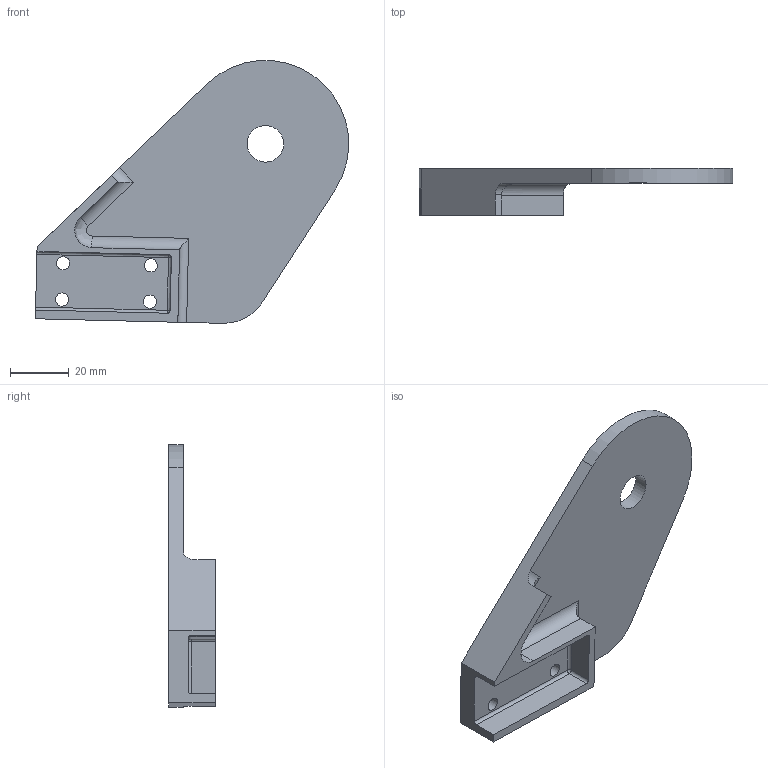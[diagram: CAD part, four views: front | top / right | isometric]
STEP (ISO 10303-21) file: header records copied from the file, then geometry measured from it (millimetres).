
FILE_DESCRIPTION(/* description */ (''),/* implementation_level */ '2;1');
FILE_NAME(/* name */ '2023.001.0111 - Сустав.stp',/* time_stamp */ '2023-11-01T20:46:06+03:00',/* author */ (''),/* organization */ (''),/* preprocessor_version */ 'ST-DEVELOPER v16.7',/* originating_system */ 'SIEMENS PLM Software NX 12.0',/* authorisation */ '');
FILE_SCHEMA (('AUTOMOTIVE_DESIGN { 1 0 10303 214 3 1 1 1 }'));
Length unit declared in the file: millimetre
Products named in the file (1): 2023.001.0111 - Сустав
Bounding box: 107.05 x 16.01 x 89.74 mm (x, y, z)
Volume: 37053.1 mm3; surface area: 17213.6 mm2
Topology: 1 solids, 1 shells, 38 faces, 105 edges, 67 vertices
Faces by surface type: plane 18, cylinder 17, sphere 2, bspline 1
Full cylindrical faces by diameter (mm): 4.5 x4, 12.5 x1
Entity records: 1199 total; most frequent: CARTESIAN_POINT 216, DIRECTION 204, ORIENTED_EDGE 188, EDGE_CURVE 94, AXIS2_PLACEMENT_3D 73, VERTEX_POINT 63, LINE 58, VECTOR 58
